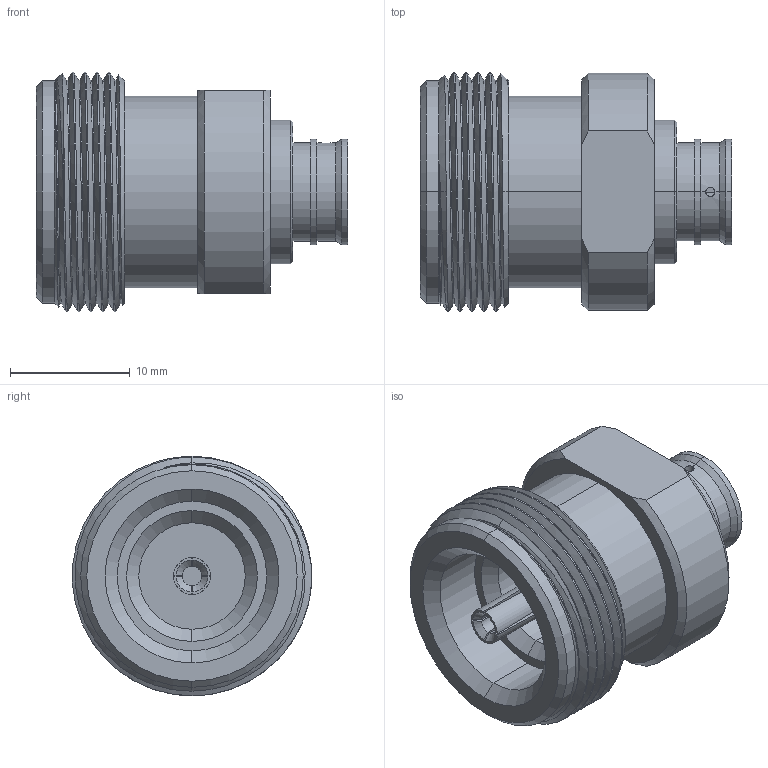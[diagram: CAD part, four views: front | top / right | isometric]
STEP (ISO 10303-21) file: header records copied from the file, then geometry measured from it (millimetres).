
FILE_DESCRIPTION (( 'STEP AP214' ), '1' );
FILE_NAME ('FMCN1692.step', '2021-01-28T21:28:32', ( '' ), ( '' ), 'SwSTEP 2.0', 'SolidWorks 2018', '' );
FILE_SCHEMA (( 'AUTOMOTIVE_DESIGN' ));
Length unit declared in the file: inch
Products named in the file (1): FMCN1692
Bounding box: 26 x 19.96 x 20 mm (x, y, z)
Volume: 4510.5 mm3; surface area: 2779.1 mm2
Topology: 1 solids, 1 shells, 96 faces, 238 edges, 152 vertices
Faces by surface type: cylinder 42, plane 26, cone 25, bspline 3
Entity records: 4526 total; most frequent: CARTESIAN_POINT 2343, ORIENTED_EDGE 476, DIRECTION 422, EDGE_CURVE 238, AXIS2_PLACEMENT_3D 172, VERTEX_POINT 152, EDGE_LOOP 106, FACE_OUTER_BOUND 96
